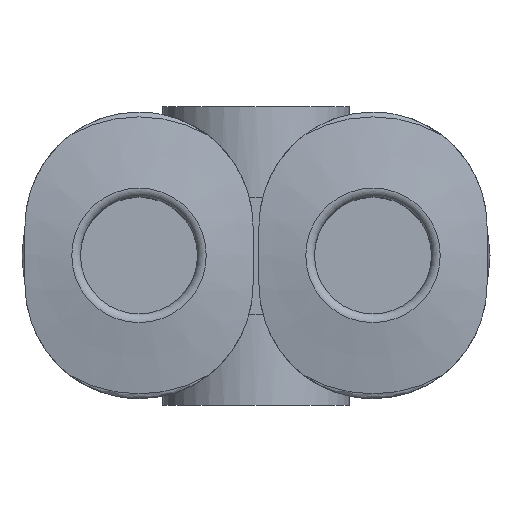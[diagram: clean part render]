
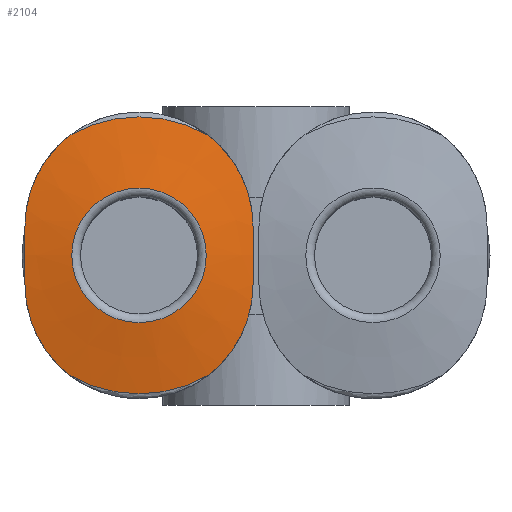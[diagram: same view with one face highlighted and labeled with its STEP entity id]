
A CAD part, top view. The second image highlights one B-rep face of the part: STEP entity #2104.
In plain terms, the highlighted conical face has half-angle 80 degrees and reference radius 2.3 mm.
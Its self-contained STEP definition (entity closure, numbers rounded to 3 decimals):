
#48=CONICAL_SURFACE('',#2290,2.3,1.396);
#112=B_SPLINE_CURVE_WITH_KNOTS('',3,(#3275,#3276,#3277,#3278),
 .UNSPECIFIED.,.F.,.F.,(4,4),(0.002,0.004),
 .UNSPECIFIED.);
#113=B_SPLINE_CURVE_WITH_KNOTS('',3,(#3284,#3285,#3286,#3287),
 .UNSPECIFIED.,.F.,.F.,(4,4),(0.,0.004),
 .UNSPECIFIED.);
#114=B_SPLINE_CURVE_WITH_KNOTS('',3,(#3291,#3292,#3293,#3294),
 .UNSPECIFIED.,.F.,.F.,(4,4),(0.,0.004),
 .UNSPECIFIED.);
#117=B_SPLINE_CURVE_WITH_KNOTS('',3,(#3306,#3307,#3308,#3309),
 .UNSPECIFIED.,.F.,.F.,(4,4),(0.002,0.004),
 .UNSPECIFIED.);
#118=B_SPLINE_CURVE_WITH_KNOTS('',3,(#3313,#3314,#3315,#3316),
 .UNSPECIFIED.,.F.,.F.,(4,4),(0.,0.004),
 .UNSPECIFIED.);
#121=B_SPLINE_CURVE_WITH_KNOTS('',3,(#3328,#3329,#3330,#3331),
 .UNSPECIFIED.,.F.,.F.,(4,4),(0.,0.004),
 .UNSPECIFIED.);
#579=ORIENTED_EDGE('',*,*,#794,.F.);
#580=ORIENTED_EDGE('',*,*,#782,.F.);
#581=ORIENTED_EDGE('',*,*,#777,.F.);
#582=ORIENTED_EDGE('',*,*,#790,.F.);
#583=ORIENTED_EDGE('',*,*,#795,.F.);
#584=ORIENTED_EDGE('',*,*,#787,.F.);
#585=ORIENTED_EDGE('',*,*,#785,.F.);
#586=ORIENTED_EDGE('',*,*,#780,.F.);
#587=ORIENTED_EDGE('',*,*,#793,.T.);
#777=EDGE_CURVE('',#930,#931,#112,.T.);
#780=EDGE_CURVE('',#932,#933,#113,.T.);
#782=EDGE_CURVE('',#931,#934,#114,.T.);
#785=EDGE_CURVE('',#933,#936,#117,.T.);
#787=EDGE_CURVE('',#936,#937,#118,.T.);
#790=EDGE_CURVE('',#939,#930,#121,.T.);
#793=EDGE_CURVE('',#942,#942,#1027,.T.);
#794=EDGE_CURVE('',#934,#932,#1028,.T.);
#795=EDGE_CURVE('',#937,#939,#1029,.T.);
#930=VERTEX_POINT('',#3279);
#931=VERTEX_POINT('',#3280);
#932=VERTEX_POINT('',#3288);
#933=VERTEX_POINT('',#3289);
#934=VERTEX_POINT('',#3295);
#936=VERTEX_POINT('',#3310);
#937=VERTEX_POINT('',#3317);
#939=VERTEX_POINT('',#3327);
#942=VERTEX_POINT('',#3340);
#1027=CIRCLE('',#2285,2.3);
#1028=CIRCLE('',#2287,4.735);
#1029=CIRCLE('',#2289,4.735);
#1166=EDGE_LOOP('',(#579,#580,#581,#582,#583,#584,#585,#586));
#1167=EDGE_LOOP('',(#587));
#1308=FACE_BOUND('',#1166,.T.);
#1309=FACE_BOUND('',#1167,.T.);
#2104=ADVANCED_FACE('',(#1308,#1309),#48,.T.);
#2285=AXIS2_PLACEMENT_3D('',#3339,#2674,#2675);
#2287=AXIS2_PLACEMENT_3D('',#3342,#2678,#2679);
#2289=AXIS2_PLACEMENT_3D('',#3344,#2682,#2683);
#2290=AXIS2_PLACEMENT_3D('',#3345,#2684,#2685);
#2674=DIRECTION('',(0.,0.,-1.));
#2675=DIRECTION('',(-1.,0.,0.));
#2678=DIRECTION('',(0.,0.,-1.));
#2679=DIRECTION('',(-1.,0.,0.));
#2682=DIRECTION('',(0.,0.,-1.));
#2683=DIRECTION('',(-1.,0.,0.));
#2684=DIRECTION('',(0.,0.,-1.));
#2685=DIRECTION('',(-1.,0.,0.));
#3275=CARTESIAN_POINT('',(-7.9,-1.,12.896));
#3276=CARTESIAN_POINT('',(-7.9,-0.334,12.925));
#3277=CARTESIAN_POINT('',(-7.9,0.333,12.925));
#3278=CARTESIAN_POINT('',(-7.9,1.,12.896));
#3279=CARTESIAN_POINT('',(-7.9,-1.,12.896));
#3280=CARTESIAN_POINT('',(-7.9,1.,12.896));
#3284=CARTESIAN_POINT('',(-1.639,4.104,12.771));
#3285=CARTESIAN_POINT('',(-0.679,3.373,12.798));
#3286=CARTESIAN_POINT('',(-0.1,2.206,12.843));
#3287=CARTESIAN_POINT('',(-0.1,1.,12.896));
#3288=CARTESIAN_POINT('',(-1.639,4.104,12.771));
#3289=CARTESIAN_POINT('',(-0.1,1.,12.896));
#3291=CARTESIAN_POINT('',(-7.9,1.,12.896));
#3292=CARTESIAN_POINT('',(-7.9,2.206,12.843));
#3293=CARTESIAN_POINT('',(-7.322,3.373,12.798));
#3294=CARTESIAN_POINT('',(-6.361,4.104,12.771));
#3295=CARTESIAN_POINT('',(-6.361,4.104,12.771));
#3306=CARTESIAN_POINT('',(-0.1,1.,12.896));
#3307=CARTESIAN_POINT('',(-0.1,0.334,12.925));
#3308=CARTESIAN_POINT('',(-0.1,-0.333,12.925));
#3309=CARTESIAN_POINT('',(-0.1,-1.,12.896));
#3310=CARTESIAN_POINT('',(-0.1,-1.,12.896));
#3313=CARTESIAN_POINT('',(-0.1,-1.,12.896));
#3314=CARTESIAN_POINT('',(-0.1,-2.206,12.843));
#3315=CARTESIAN_POINT('',(-0.678,-3.373,12.798));
#3316=CARTESIAN_POINT('',(-1.639,-4.104,12.771));
#3317=CARTESIAN_POINT('',(-1.639,-4.104,12.771));
#3327=CARTESIAN_POINT('',(-6.361,-4.104,12.771));
#3328=CARTESIAN_POINT('',(-6.361,-4.104,12.771));
#3329=CARTESIAN_POINT('',(-7.321,-3.373,12.798));
#3330=CARTESIAN_POINT('',(-7.9,-2.206,12.843));
#3331=CARTESIAN_POINT('',(-7.9,-1.,12.896));
#3339=CARTESIAN_POINT('',(-4.,0.,13.2));
#3340=CARTESIAN_POINT('',(-6.3,0.,13.2));
#3342=CARTESIAN_POINT('',(-4.,0.,12.771));
#3344=CARTESIAN_POINT('',(-4.,0.,12.771));
#3345=CARTESIAN_POINT('',(-4.,0.,13.2));
